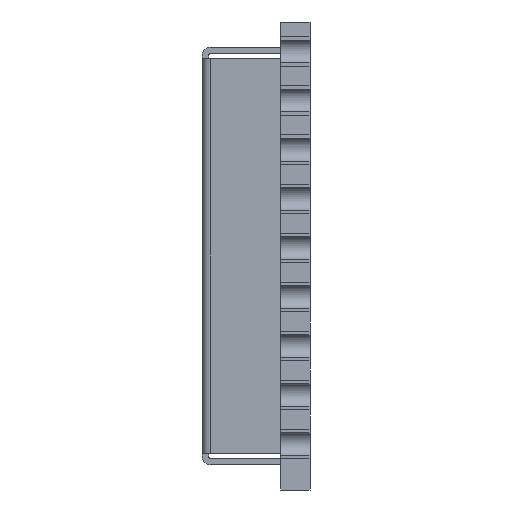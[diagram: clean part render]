
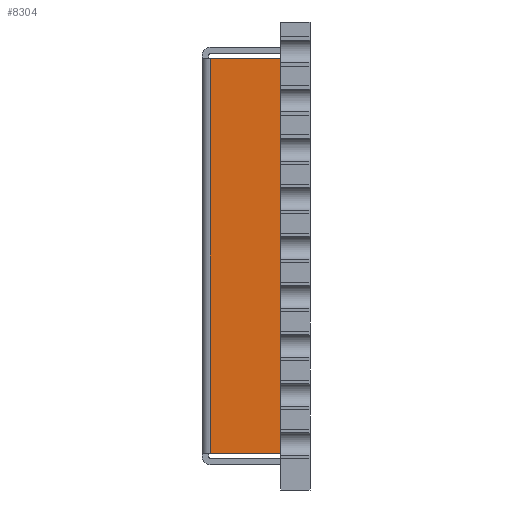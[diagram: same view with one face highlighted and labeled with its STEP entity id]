
A CAD part, left-side view. The second image highlights one B-rep face of the part: STEP entity #8304.
In plain terms, the highlighted planar face has unit normal (-1, 0, 0).
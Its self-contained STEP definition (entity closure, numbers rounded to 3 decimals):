
#76 = CARTESIAN_POINT ( 'NONE',  ( -7.85, 3.05, -6.034 ) ) ;
#680 = ORIENTED_EDGE ( 'NONE', *, *, #1196, .T. ) ;
#1053 = DIRECTION ( 'NONE',  ( 1., 0., 0. ) ) ;
#1119 = FACE_OUTER_BOUND ( 'NONE', #1283, .T. ) ;
#1196 = EDGE_CURVE ( 'NONE', #5444, #6084, #10918, .T. ) ;
#1283 = EDGE_LOOP ( 'NONE', ( #10741, #7213, #4904, #680 ) ) ;
#2047 = CARTESIAN_POINT ( 'NONE',  ( -7.85, 3.05, 6.034 ) ) ;
#2768 = CARTESIAN_POINT ( 'NONE',  ( -7.85, 26.825, 6.034 ) ) ;
#2918 = AXIS2_PLACEMENT_3D ( 'NONE', #6723, #1053, #2936 ) ;
#2936 = DIRECTION ( 'NONE',  ( 0., 0., -1. ) ) ;
#3944 = VECTOR ( 'NONE', #9456, 1000. ) ;
#4730 = CARTESIAN_POINT ( 'NONE',  ( -7.85, 0.9, -6.375 ) ) ;
#4904 = ORIENTED_EDGE ( 'NONE', *, *, #7964, .T. ) ;
#4985 = EDGE_CURVE ( 'NONE', #6570, #11734, #5853, .T. ) ;
#5444 = VERTEX_POINT ( 'NONE', #8477 ) ;
#5853 = LINE ( 'NONE', #6831, #7905 ) ;
#6084 = VERTEX_POINT ( 'NONE', #11423 ) ;
#6570 = VERTEX_POINT ( 'NONE', #2047 ) ;
#6723 = CARTESIAN_POINT ( 'NONE',  ( -7.85, 26.825, -6.375 ) ) ;
#6831 = CARTESIAN_POINT ( 'NONE',  ( -7.85, 3.05, -6.034 ) ) ;
#7213 = ORIENTED_EDGE ( 'NONE', *, *, #4985, .T. ) ;
#7218 = CARTESIAN_POINT ( 'NONE',  ( -7.85, 26.825, -6.034 ) ) ;
#7648 = VECTOR ( 'NONE', #8031, 1000. ) ;
#7905 = VECTOR ( 'NONE', #9594, 1000. ) ;
#7964 = EDGE_CURVE ( 'NONE', #11734, #5444, #11855, .T. ) ;
#8031 = DIRECTION ( 'NONE',  ( 0., -1., 0. ) ) ;
#8304 = ADVANCED_FACE ( 'NONE', ( #1119 ), #10412, .F. ) ;
#8477 = CARTESIAN_POINT ( 'NONE',  ( -7.85, 0.9, -6.034 ) ) ;
#8709 = EDGE_CURVE ( 'NONE', #6084, #6570, #10541, .T. ) ;
#9230 = DIRECTION ( 'NONE',  ( 0., 1., 0. ) ) ;
#9456 = DIRECTION ( 'NONE',  ( 0., 0., 1. ) ) ;
#9594 = DIRECTION ( 'NONE',  ( 0., 0., -1. ) ) ;
#9679 = VECTOR ( 'NONE', #9230, 1000. ) ;
#10412 = PLANE ( 'NONE',  #2918 ) ;
#10541 = LINE ( 'NONE', #2768, #9679 ) ;
#10741 = ORIENTED_EDGE ( 'NONE', *, *, #8709, .T. ) ;
#10918 = LINE ( 'NONE', #4730, #3944 ) ;
#11423 = CARTESIAN_POINT ( 'NONE',  ( -7.85, 0.9, 6.034 ) ) ;
#11734 = VERTEX_POINT ( 'NONE', #76 ) ;
#11855 = LINE ( 'NONE', #7218, #7648 ) ;
